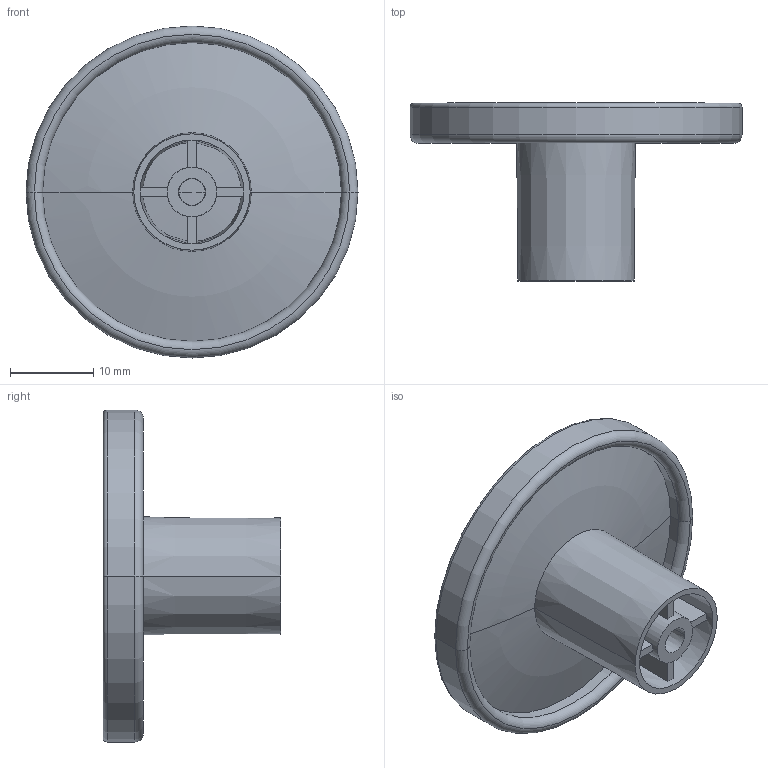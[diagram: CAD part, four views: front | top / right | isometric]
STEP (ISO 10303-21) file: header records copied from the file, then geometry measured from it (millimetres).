
FILE_DESCRIPTION(('Creo Elements/Direct Modeling STEP Export'),'2;1');
FILE_NAME('0192-40.stp','2021-09-27T10:32:31',(''),(''),'Creo Elements/Direct Modeling STEP processor for AP214 (Solid Model)','Creo Elements/Direct Modeling 20.0 12-Nov-2016 (C) Parametric Technology GmbH','');
FILE_SCHEMA(('AUTOMOTIVE_DESIGN { 1 0 10303 214 1 1 1 1 }'));
Length unit declared in the file: millimetre
Products named in the file (1): 0192-40
Bounding box: 40 x 21.43 x 40 mm (x, y, z)
Volume: 4335.7 mm3; surface area: 5424.9 mm2
Topology: 1 solids, 1 shells, 42 faces, 104 edges, 62 vertices
Faces by surface type: plane 14, sphere 10, cylinder 6, torus 6, cone 6
Entity records: 1199 total; most frequent: CARTESIAN_POINT 274, ORIENTED_EDGE 200, DIRECTION 182, EDGE_CURVE 100, AXIS2_PLACEMENT_3D 77, VERTEX_POINT 62, EDGE_LOOP 44, FACE_OUTER_BOUND 42
